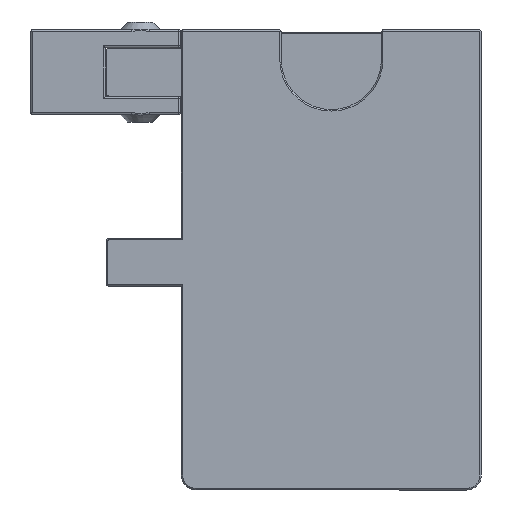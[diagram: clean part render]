
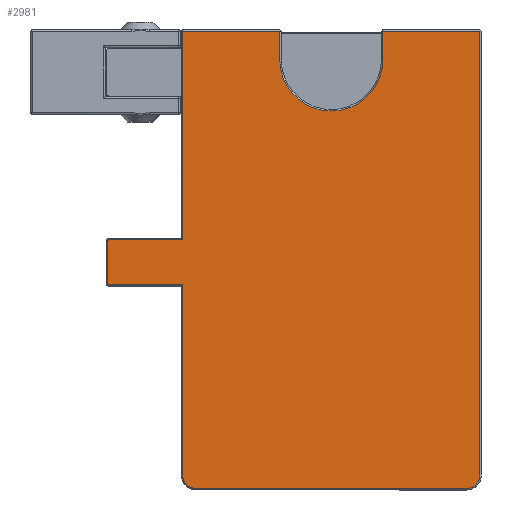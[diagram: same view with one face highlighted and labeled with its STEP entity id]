
A CAD part, front view. The second image highlights one B-rep face of the part: STEP entity #2981.
In plain terms, the highlighted planar face has unit normal (0, -1, 0).
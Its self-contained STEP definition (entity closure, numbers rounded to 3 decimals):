
#90=PLANE('',#3319);
#325=FACE_OUTER_BOUND('',#521,.T.);
#521=EDGE_LOOP('',(#2443,#2444,#2445,#2446,#2447,#2448,#2449,#2450,#2451,
#2452,#2453,#2454,#2455,#2456,#2457,#2458,#2459,#2460,#2461,#2462));
#675=LINE('',#5142,#906);
#682=LINE('',#5159,#913);
#684=LINE('',#5168,#915);
#688=LINE('',#5180,#919);
#694=LINE('',#5195,#925);
#698=LINE('',#5207,#929);
#702=LINE('',#5219,#933);
#705=LINE('',#5230,#936);
#709=LINE('',#5237,#940);
#713=LINE('',#5249,#944);
#715=LINE('',#5257,#946);
#906=VECTOR('',#3880,10.);
#913=VECTOR('',#3895,10.);
#915=VECTOR('',#3905,10.);
#919=VECTOR('',#3917,10.);
#925=VECTOR('',#3931,10.);
#929=VECTOR('',#3943,10.);
#933=VECTOR('',#3955,10.);
#936=VECTOR('',#3966,10.);
#940=VECTOR('',#3972,10.);
#944=VECTOR('',#3984,10.);
#946=VECTOR('',#3994,10.);
#1139=CIRCLE('',#3264,0.3);
#1141=CIRCLE('',#3268,0.3);
#1142=CIRCLE('',#3271,10.3);
#1145=CIRCLE('',#3276,0.3);
#1147=CIRCLE('',#3280,0.3);
#1149=CIRCLE('',#3284,2.7);
#1151=CIRCLE('',#3288,2.7);
#1153=CIRCLE('',#3293,0.3);
#1155=CIRCLE('',#3297,0.3);
#1340=VERTEX_POINT('',#5140);
#1341=VERTEX_POINT('',#5141);
#1344=VERTEX_POINT('',#5149);
#1346=VERTEX_POINT('',#5155);
#1348=VERTEX_POINT('',#5161);
#1350=VERTEX_POINT('',#5167);
#1352=VERTEX_POINT('',#5173);
#1354=VERTEX_POINT('',#5179);
#1356=VERTEX_POINT('',#5185);
#1358=VERTEX_POINT('',#5191);
#1360=VERTEX_POINT('',#5197);
#1362=VERTEX_POINT('',#5203);
#1364=VERTEX_POINT('',#5209);
#1366=VERTEX_POINT('',#5215);
#1368=VERTEX_POINT('',#5221);
#1371=VERTEX_POINT('',#5229);
#1373=VERTEX_POINT('',#5235);
#1375=VERTEX_POINT('',#5241);
#1377=VERTEX_POINT('',#5247);
#1379=VERTEX_POINT('',#5253);
#1683=EDGE_CURVE('',#1340,#1341,#675,.T.);
#1689=EDGE_CURVE('',#1341,#1344,#1139,.T.);
#1692=EDGE_CURVE('',#1344,#1346,#682,.T.);
#1695=EDGE_CURVE('',#1346,#1348,#1141,.T.);
#1696=EDGE_CURVE('',#1348,#1350,#684,.T.);
#1699=EDGE_CURVE('',#1350,#1352,#1142,.T.);
#1702=EDGE_CURVE('',#1352,#1354,#688,.T.);
#1707=EDGE_CURVE('',#1354,#1356,#1145,.T.);
#1710=EDGE_CURVE('',#1356,#1358,#694,.T.);
#1713=EDGE_CURVE('',#1358,#1360,#1147,.T.);
#1716=EDGE_CURVE('',#1360,#1362,#698,.T.);
#1719=EDGE_CURVE('',#1362,#1364,#1149,.T.);
#1722=EDGE_CURVE('',#1364,#1366,#702,.T.);
#1725=EDGE_CURVE('',#1366,#1368,#1151,.T.);
#1727=EDGE_CURVE('',#1368,#1371,#705,.T.);
#1731=EDGE_CURVE('',#1373,#1340,#709,.T.);
#1734=EDGE_CURVE('',#1375,#1373,#1153,.T.);
#1737=EDGE_CURVE('',#1377,#1375,#713,.T.);
#1740=EDGE_CURVE('',#1379,#1377,#1155,.T.);
#1741=EDGE_CURVE('',#1371,#1379,#715,.T.);
#2443=ORIENTED_EDGE('',*,*,#1683,.F.);
#2444=ORIENTED_EDGE('',*,*,#1731,.F.);
#2445=ORIENTED_EDGE('',*,*,#1734,.F.);
#2446=ORIENTED_EDGE('',*,*,#1737,.F.);
#2447=ORIENTED_EDGE('',*,*,#1740,.F.);
#2448=ORIENTED_EDGE('',*,*,#1741,.F.);
#2449=ORIENTED_EDGE('',*,*,#1727,.F.);
#2450=ORIENTED_EDGE('',*,*,#1725,.F.);
#2451=ORIENTED_EDGE('',*,*,#1722,.F.);
#2452=ORIENTED_EDGE('',*,*,#1719,.F.);
#2453=ORIENTED_EDGE('',*,*,#1716,.F.);
#2454=ORIENTED_EDGE('',*,*,#1713,.F.);
#2455=ORIENTED_EDGE('',*,*,#1710,.F.);
#2456=ORIENTED_EDGE('',*,*,#1707,.F.);
#2457=ORIENTED_EDGE('',*,*,#1702,.F.);
#2458=ORIENTED_EDGE('',*,*,#1699,.F.);
#2459=ORIENTED_EDGE('',*,*,#1696,.F.);
#2460=ORIENTED_EDGE('',*,*,#1695,.F.);
#2461=ORIENTED_EDGE('',*,*,#1692,.F.);
#2462=ORIENTED_EDGE('',*,*,#1689,.F.);
#2981=ADVANCED_FACE('',(#325),#90,.T.);
#3264=AXIS2_PLACEMENT_3D('',#5153,#3889,#3890);
#3268=AXIS2_PLACEMENT_3D('',#5165,#3901,#3902);
#3271=AXIS2_PLACEMENT_3D('',#5174,#3910,#3911);
#3276=AXIS2_PLACEMENT_3D('',#5189,#3925,#3926);
#3280=AXIS2_PLACEMENT_3D('',#5201,#3937,#3938);
#3284=AXIS2_PLACEMENT_3D('',#5213,#3949,#3950);
#3288=AXIS2_PLACEMENT_3D('',#5225,#3961,#3962);
#3293=AXIS2_PLACEMENT_3D('',#5243,#3978,#3979);
#3297=AXIS2_PLACEMENT_3D('',#5255,#3990,#3991);
#3319=AXIS2_PLACEMENT_3D('',#5313,#4053,#4054);
#3880=DIRECTION('',(0.,0.,1.));
#3889=DIRECTION('center_axis',(0.,1.,0.));
#3890=DIRECTION('ref_axis',(-0.707,0.,0.707));
#3895=DIRECTION('',(1.,0.,0.));
#3901=DIRECTION('center_axis',(0.,1.,0.));
#3902=DIRECTION('ref_axis',(0.707,0.,0.707));
#3905=DIRECTION('',(0.,0.,-1.));
#3910=DIRECTION('center_axis',(0.,-1.,0.));
#3911=DIRECTION('ref_axis',(1.,0.,0.));
#3917=DIRECTION('',(0.,0.,1.));
#3925=DIRECTION('center_axis',(0.,1.,0.));
#3926=DIRECTION('ref_axis',(-0.707,0.,0.707));
#3931=DIRECTION('',(1.,0.,0.));
#3937=DIRECTION('center_axis',(0.,1.,0.));
#3938=DIRECTION('ref_axis',(0.707,0.,0.707));
#3943=DIRECTION('',(0.,0.,-1.));
#3949=DIRECTION('center_axis',(0.,1.,0.));
#3950=DIRECTION('ref_axis',(0.707,0.,-0.707));
#3955=DIRECTION('',(-1.,0.,0.));
#3961=DIRECTION('center_axis',(0.,1.,0.));
#3962=DIRECTION('ref_axis',(-0.707,0.,-0.707));
#3966=DIRECTION('',(0.,0.,1.));
#3972=DIRECTION('',(1.,0.,0.));
#3978=DIRECTION('center_axis',(0.,1.,0.));
#3979=DIRECTION('ref_axis',(-0.707,0.,0.707));
#3984=DIRECTION('',(0.,0.,1.));
#3990=DIRECTION('center_axis',(0.,1.,0.));
#3991=DIRECTION('ref_axis',(-0.707,0.,-0.707));
#3994=DIRECTION('',(-1.,0.,0.));
#4053=DIRECTION('center_axis',(0.,-1.,0.));
#4054=DIRECTION('ref_axis',(0.,0.,-1.));
#5140=CARTESIAN_POINT('',(30.4,-8.,-25.));
#5141=CARTESIAN_POINT('',(30.4,-8.,16.4));
#5142=CARTESIAN_POINT('',(30.4,-8.,14.225));
#5149=CARTESIAN_POINT('',(30.7,-8.,16.7));
#5153=CARTESIAN_POINT('Origin',(30.7,-8.,16.4));
#5155=CARTESIAN_POINT('',(49.5,-8.,16.7));
#5159=CARTESIAN_POINT('',(22.6,-8.,16.7));
#5161=CARTESIAN_POINT('',(49.8,-8.,16.4));
#5165=CARTESIAN_POINT('Origin',(49.5,-8.,16.4));
#5167=CARTESIAN_POINT('',(49.8,-8.,11.));
#5168=CARTESIAN_POINT('',(49.8,-8.,12.15));
#5173=CARTESIAN_POINT('',(70.4,-8.,11.));
#5174=CARTESIAN_POINT('Origin',(60.1,-8.,11.));
#5179=CARTESIAN_POINT('',(70.4,-8.,16.4));
#5180=CARTESIAN_POINT('',(70.4,-8.,15.15));
#5185=CARTESIAN_POINT('',(70.7,-8.,16.7));
#5189=CARTESIAN_POINT('Origin',(70.7,-8.,16.4));
#5191=CARTESIAN_POINT('',(89.5,-8.,16.7));
#5195=CARTESIAN_POINT('',(22.6,-8.,16.7));
#5197=CARTESIAN_POINT('',(89.8,-8.,16.4));
#5201=CARTESIAN_POINT('Origin',(89.5,-8.,16.4));
#5203=CARTESIAN_POINT('',(89.8,-8.,-72.));
#5207=CARTESIAN_POINT('',(89.8,-8.,14.225));
#5209=CARTESIAN_POINT('',(87.1,-8.,-74.7));
#5213=CARTESIAN_POINT('Origin',(87.1,-8.,-72.));
#5215=CARTESIAN_POINT('',(33.1,-8.,-74.7));
#5219=CARTESIAN_POINT('',(22.6,-8.,-74.7));
#5221=CARTESIAN_POINT('',(30.4,-8.,-72.));
#5225=CARTESIAN_POINT('Origin',(33.1,-8.,-72.));
#5229=CARTESIAN_POINT('',(30.4,-8.,-34.));
#5230=CARTESIAN_POINT('',(30.4,-8.,14.225));
#5235=CARTESIAN_POINT('',(15.7,-8.,-25.));
#5237=CARTESIAN_POINT('',(15.1,-8.,-25.));
#5241=CARTESIAN_POINT('',(15.4,-8.,-25.3));
#5243=CARTESIAN_POINT('Origin',(15.7,-8.,-25.3));
#5247=CARTESIAN_POINT('',(15.4,-8.,-33.7));
#5249=CARTESIAN_POINT('',(15.4,-8.,-8.1));
#5253=CARTESIAN_POINT('',(15.7,-8.,-34.));
#5255=CARTESIAN_POINT('Origin',(15.7,-8.,-33.7));
#5257=CARTESIAN_POINT('',(15.1,-8.,-34.));
#5313=CARTESIAN_POINT('Origin',(15.1,-8.,13.3));
